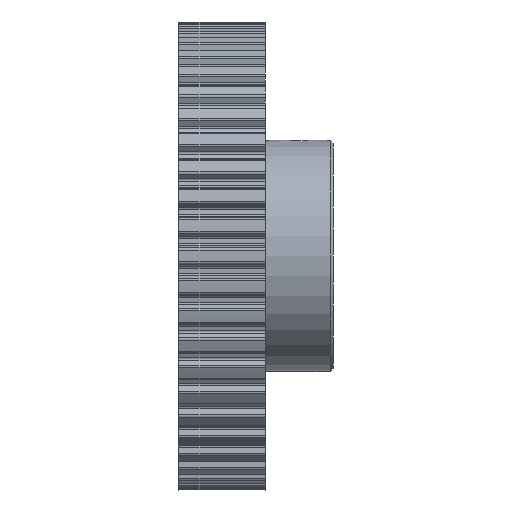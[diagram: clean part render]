
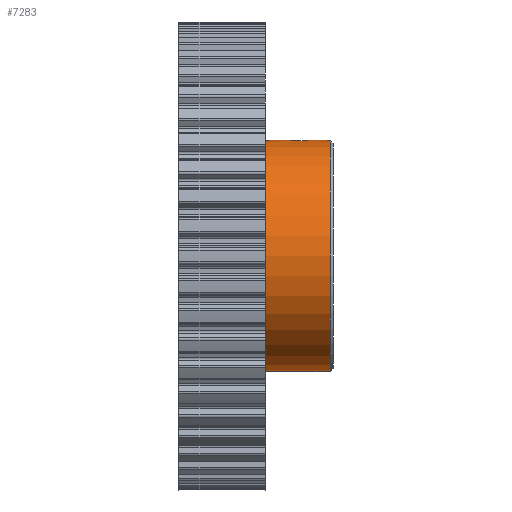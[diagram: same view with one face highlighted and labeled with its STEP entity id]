
A CAD part, front view. The second image highlights one B-rep face of the part: STEP entity #7283.
In plain terms, the highlighted cylindrical face has radius 19.05 mm (diameter 38.1 mm), a partial arc.
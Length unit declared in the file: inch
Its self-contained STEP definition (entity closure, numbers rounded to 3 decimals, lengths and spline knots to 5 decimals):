
#153 = CYLINDRICAL_SURFACE ( 'NONE', #3992, 0.75 ) ;
#202 = VECTOR ( 'NONE', #6108, 39.37008 ) ;
#299 = DIRECTION ( 'NONE',  ( -1., 0., 0. ) ) ;
#419 = ORIENTED_EDGE ( 'NONE', *, *, #509, .T. ) ;
#473 = CARTESIAN_POINT ( 'NONE',  ( 0.79563, -0.0597, 0.74763 ) ) ;
#509 = EDGE_CURVE ( 'NONE', #14334, #2522, #5628, .T. ) ;
#527 = CARTESIAN_POINT ( 'NONE',  ( 0.72014, -0.00796, 0.75 ) ) ;
#569 = FACE_OUTER_BOUND ( 'NONE', #8809, .T. ) ;
#719 = DIRECTION ( 'NONE',  ( 0., 0., -1. ) ) ;
#1113 = VERTEX_POINT ( 'NONE', #4506 ) ;
#1255 = CARTESIAN_POINT ( 'NONE',  ( 0.56, 0., 0.75 ) ) ;
#1795 = CARTESIAN_POINT ( 'NONE',  ( 0.77607, -0.06128, 0.74749 ) ) ;
#2522 = VERTEX_POINT ( 'NONE', #6525 ) ;
#3045 = DIRECTION ( 'NONE',  ( -1., 0., 0. ) ) ;
#3142 = CARTESIAN_POINT ( 'NONE',  ( 0.76453, -0.05934, 0.74765 ) ) ;
#3459 = CARTESIAN_POINT ( 'NONE',  ( 1., 0., -0.75 ) ) ;
#3872 = ORIENTED_EDGE ( 'NONE', *, *, #9299, .T. ) ;
#3992 = AXIS2_PLACEMENT_3D ( 'NONE', #13542, #299, #5501 ) ;
#4117 = ORIENTED_EDGE ( 'NONE', *, *, #4256, .T. ) ;
#4256 = EDGE_CURVE ( 'NONE', #4876, #9441, #6206, .T. ) ;
#4395 = CARTESIAN_POINT ( 'NONE',  ( 0.98145, 0., -0.75 ) ) ;
#4461 = CARTESIAN_POINT ( 'NONE',  ( 0.7499, -0.05357, 0.74809 ) ) ;
#4506 = CARTESIAN_POINT ( 'NONE',  ( 0.72014, 0., 0.75 ) ) ;
#4876 = VERTEX_POINT ( 'NONE', #1255 ) ;
#5501 = DIRECTION ( 'NONE',  ( 0., 0., 1. ) ) ;
#5628 = CIRCLE ( 'NONE', #6730, 0.75 ) ;
#5694 = ORIENTED_EDGE ( 'NONE', *, *, #14977, .F. ) ;
#5725 = CARTESIAN_POINT ( 'NONE',  ( 0.8383, -0.01603, 0.74987 ) ) ;
#5790 = CARTESIAN_POINT ( 'NONE',  ( 0.73496, -0.04056, 0.74891 ) ) ;
#6108 = DIRECTION ( 'NONE',  ( -1., 0., 0. ) ) ;
#6206 = CIRCLE ( 'NONE', #16860, 0.75 ) ;
#6525 = CARTESIAN_POINT ( 'NONE',  ( 0.98145, 0., 0.75 ) ) ;
#6730 = AXIS2_PLACEMENT_3D ( 'NONE', #16572, #8661, #719 ) ;
#7043 = VECTOR ( 'NONE', #11244, 39.37008 ) ;
#7087 = CARTESIAN_POINT ( 'NONE',  ( 0.82789, -0.03763, 0.74908 ) ) ;
#7146 = CARTESIAN_POINT ( 'NONE',  ( 0.72807, -0.03075, 0.74938 ) ) ;
#7283 = ADVANCED_FACE ( 'NONE', ( #569 ), #153, .T. ) ;
#7393 = CARTESIAN_POINT ( 'NONE',  ( 0.56, 0., 0. ) ) ;
#7435 = CARTESIAN_POINT ( 'NONE',  ( 0.56, 0., -0.75 ) ) ;
#7472 = LINE ( 'NONE', #16478, #7043 ) ;
#8416 = CARTESIAN_POINT ( 'NONE',  ( 0.81021, -0.05352, 0.74809 ) ) ;
#8469 = CARTESIAN_POINT ( 'NONE',  ( 0.72172, -0.01614, 0.74986 ) ) ;
#8661 = DIRECTION ( 'NONE',  ( -1., 0., 0. ) ) ;
#8724 = DIRECTION ( 'NONE',  ( 0., 0., -1. ) ) ;
#8809 = EDGE_LOOP ( 'NONE', ( #5694, #419, #16699, #3872, #15395, #4117 ) ) ;
#9299 = EDGE_CURVE ( 'NONE', #9333, #1113, #10067, .T. ) ;
#9333 = VERTEX_POINT ( 'NONE', #9869 ) ;
#9441 = VERTEX_POINT ( 'NONE', #7435 ) ;
#9677 = CARTESIAN_POINT ( 'NONE',  ( 0.83986, 0., 0.75 ) ) ;
#9744 = CARTESIAN_POINT ( 'NONE',  ( 0.78792, -0.06128, 0.74749 ) ) ;
#9755 = VECTOR ( 'NONE', #3045, 39.37008 ) ;
#9814 = CARTESIAN_POINT ( 'NONE',  ( 0.72014, 0., 0.75 ) ) ;
#9869 = CARTESIAN_POINT ( 'NONE',  ( 0.83986, 0., 0.75 ) ) ;
#10067 = B_SPLINE_CURVE_WITH_KNOTS ( 'NONE', 3,
 ( #9677, #11031, #5725, #14991, #7087, #16316, #8416, #473, #9744, #1795, #11091, #3142, #12394, #4461, #13716, #5790, #15044, #7146, #16384, #8469, #527, #9814 ),
 .UNSPECIFIED., .F., .F.,
 ( 4, 2, 2, 2, 2, 2, 2, 2, 2, 2, 4 ),
 ( 0., 0.06248, 0.12496, 0.18744, 0.24992, 0.28116, 0.3124, 0.37487, 0.40611, 0.43735, 0.49983 ),
 .UNSPECIFIED. ) ;
#11031 = CARTESIAN_POINT ( 'NONE',  ( 0.83986, -0.00802, 0.75 ) ) ;
#11091 = CARTESIAN_POINT ( 'NONE',  ( 0.77222, -0.06089, 0.74752 ) ) ;
#11204 = LINE ( 'NONE', #3459, #202 ) ;
#11244 = DIRECTION ( 'NONE',  ( -1., 0., 0. ) ) ;
#12321 = CARTESIAN_POINT ( 'NONE',  ( 1., 0., 0.75 ) ) ;
#12394 = CARTESIAN_POINT ( 'NONE',  ( 0.76074, -0.05816, 0.74774 ) ) ;
#13542 = CARTESIAN_POINT ( 'NONE',  ( 1., 0., 0. ) ) ;
#13658 = LINE ( 'NONE', #12321, #9755 ) ;
#13716 = CARTESIAN_POINT ( 'NONE',  ( 0.74325, -0.04903, 0.74842 ) ) ;
#14334 = VERTEX_POINT ( 'NONE', #4395 ) ;
#14431 = EDGE_CURVE ( 'NONE', #1113, #4876, #7472, .T. ) ;
#14791 = EDGE_CURVE ( 'NONE', #2522, #9333, #13658, .T. ) ;
#14977 = EDGE_CURVE ( 'NONE', #14334, #9441, #11204, .T. ) ;
#14991 = CARTESIAN_POINT ( 'NONE',  ( 0.83231, -0.03085, 0.7494 ) ) ;
#15044 = CARTESIAN_POINT ( 'NONE',  ( 0.73244, -0.03744, 0.74907 ) ) ;
#15395 = ORIENTED_EDGE ( 'NONE', *, *, #14431, .T. ) ;
#16316 = CARTESIAN_POINT ( 'NONE',  ( 0.81679, -0.04901, 0.74842 ) ) ;
#16384 = CARTESIAN_POINT ( 'NONE',  ( 0.72624, -0.02724, 0.74951 ) ) ;
#16478 = CARTESIAN_POINT ( 'NONE',  ( 1., 0., 0.75 ) ) ;
#16572 = CARTESIAN_POINT ( 'NONE',  ( 0.98145, 0., 0. ) ) ;
#16630 = DIRECTION ( 'NONE',  ( 1., 0., 0. ) ) ;
#16699 = ORIENTED_EDGE ( 'NONE', *, *, #14791, .T. ) ;
#16860 = AXIS2_PLACEMENT_3D ( 'NONE', #7393, #16630, #8724 ) ;
